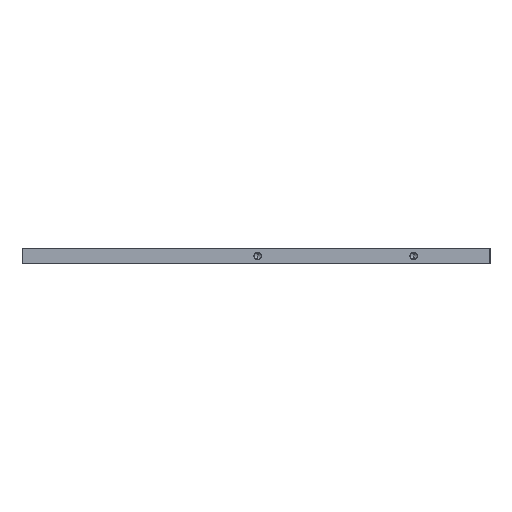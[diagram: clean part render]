
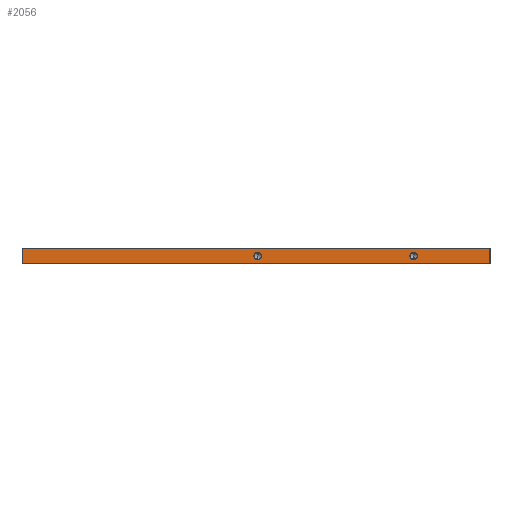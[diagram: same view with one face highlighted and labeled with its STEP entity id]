
A CAD part, left-side view. The second image highlights one B-rep face of the part: STEP entity #2056.
In plain terms, the highlighted planar face has unit normal (-1, 0, 0).
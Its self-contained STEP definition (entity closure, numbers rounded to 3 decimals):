
#12 = CARTESIAN_POINT ( 'NONE',  ( -170., -51.175, 7.5 ) ) ;
#106 = EDGE_CURVE ( 'NONE', #2463, #888, #4579, .T. ) ;
#136 = DIRECTION ( 'NONE',  ( -1., 0., 0. ) ) ;
#151 = ORIENTED_EDGE ( 'NONE', *, *, #2626, .T. ) ;
#186 = DIRECTION ( 'NONE',  ( 0., 0., 1. ) ) ;
#278 = CARTESIAN_POINT ( 'NONE',  ( -170., 200., 0. ) ) ;
#313 = DIRECTION ( 'NONE',  ( 0., -1., 0. ) ) ;
#342 = VECTOR ( 'NONE', #2110, 1000. ) ;
#576 = ORIENTED_EDGE ( 'NONE', *, *, #106, .F. ) ;
#590 = CARTESIAN_POINT ( 'NONE',  ( -170., 48.825, 7.5 ) ) ;
#612 = CARTESIAN_POINT ( 'NONE',  ( -170., -100., 0. ) ) ;
#740 = AXIS2_PLACEMENT_3D ( 'NONE', #4020, #3374, #4222 ) ;
#805 = DIRECTION ( 'NONE',  ( 0., 1., 0. ) ) ;
#888 = VERTEX_POINT ( 'NONE', #590 ) ;
#925 = DIRECTION ( 'NONE',  ( 0., 0., 1. ) ) ;
#984 = CIRCLE ( 'NONE', #1144, 2.5 ) ;
#1005 = EDGE_CURVE ( 'NONE', #4316, #2514, #2542, .T. ) ;
#1130 = CARTESIAN_POINT ( 'NONE',  ( -170., 200., 10. ) ) ;
#1144 = AXIS2_PLACEMENT_3D ( 'NONE', #4215, #3845, #1901 ) ;
#1154 = ORIENTED_EDGE ( 'NONE', *, *, #2573, .F. ) ;
#1333 = ORIENTED_EDGE ( 'NONE', *, *, #2809, .F. ) ;
#1604 = ORIENTED_EDGE ( 'NONE', *, *, #1005, .T. ) ;
#1625 = AXIS2_PLACEMENT_3D ( 'NONE', #3567, #136, #186 ) ;
#1748 = EDGE_LOOP ( 'NONE', ( #1154, #576 ) ) ;
#1767 = FACE_BOUND ( 'NONE', #3007, .T. ) ;
#1797 = LINE ( 'NONE', #2967, #4439 ) ;
#1901 = DIRECTION ( 'NONE',  ( 0., 0., 1. ) ) ;
#2056 = ADVANCED_FACE ( 'NONE', ( #1767, #4025, #2596 ), #4375, .T. ) ;
#2110 = DIRECTION ( 'NONE',  ( 0., 0., -1. ) ) ;
#2171 = CIRCLE ( 'NONE', #1625, 2.5 ) ;
#2303 = LINE ( 'NONE', #3722, #4139 ) ;
#2463 = VERTEX_POINT ( 'NONE', #3647 ) ;
#2514 = VERTEX_POINT ( 'NONE', #2855 ) ;
#2542 = LINE ( 'NONE', #612, #3717 ) ;
#2573 = EDGE_CURVE ( 'NONE', #888, #2463, #3971, .T. ) ;
#2577 = DIRECTION ( 'NONE',  ( -1., 0., 0. ) ) ;
#2596 = FACE_OUTER_BOUND ( 'NONE', #3519, .T. ) ;
#2626 = EDGE_CURVE ( 'NONE', #3707, #4864, #2303, .T. ) ;
#2671 = CARTESIAN_POINT ( 'NONE',  ( -170., 200., 10. ) ) ;
#2751 = CARTESIAN_POINT ( 'NONE',  ( -170., -100., 10. ) ) ;
#2755 = AXIS2_PLACEMENT_3D ( 'NONE', #2757, #4296, #925 ) ;
#2757 = CARTESIAN_POINT ( 'NONE',  ( -170., 48.825, 5. ) ) ;
#2809 = EDGE_CURVE ( 'NONE', #2811, #4182, #2171, .T. ) ;
#2811 = VERTEX_POINT ( 'NONE', #4703 ) ;
#2855 = CARTESIAN_POINT ( 'NONE',  ( -170., -100., 0. ) ) ;
#2967 = CARTESIAN_POINT ( 'NONE',  ( -170., -100., 10. ) ) ;
#2988 = ORIENTED_EDGE ( 'NONE', *, *, #3190, .T. ) ;
#3007 = EDGE_LOOP ( 'NONE', ( #3232, #1333 ) ) ;
#3190 = EDGE_CURVE ( 'NONE', #2514, #3707, #1797, .T. ) ;
#3232 = ORIENTED_EDGE ( 'NONE', *, *, #4175, .F. ) ;
#3257 = DIRECTION ( 'NONE',  ( 0., 0., 1. ) ) ;
#3330 = AXIS2_PLACEMENT_3D ( 'NONE', #3703, #2577, #3257 ) ;
#3374 = DIRECTION ( 'NONE',  ( -1., 0., 0. ) ) ;
#3519 = EDGE_LOOP ( 'NONE', ( #151, #4883, #1604, #2988 ) ) ;
#3538 = EDGE_CURVE ( 'NONE', #4864, #4316, #4121, .T. ) ;
#3567 = CARTESIAN_POINT ( 'NONE',  ( -170., -51.175, 5. ) ) ;
#3647 = CARTESIAN_POINT ( 'NONE',  ( -170., 48.825, 2.5 ) ) ;
#3703 = CARTESIAN_POINT ( 'NONE',  ( -170., 0., 0. ) ) ;
#3707 = VERTEX_POINT ( 'NONE', #2751 ) ;
#3717 = VECTOR ( 'NONE', #313, 1000. ) ;
#3722 = CARTESIAN_POINT ( 'NONE',  ( -170., -100., 10. ) ) ;
#3845 = DIRECTION ( 'NONE',  ( -1., 0., 0. ) ) ;
#3971 = CIRCLE ( 'NONE', #740, 2.5 ) ;
#4020 = CARTESIAN_POINT ( 'NONE',  ( -170., 48.825, 5. ) ) ;
#4025 = FACE_BOUND ( 'NONE', #1748, .T. ) ;
#4121 = LINE ( 'NONE', #1130, #342 ) ;
#4139 = VECTOR ( 'NONE', #805, 1000. ) ;
#4175 = EDGE_CURVE ( 'NONE', #4182, #2811, #984, .T. ) ;
#4182 = VERTEX_POINT ( 'NONE', #12 ) ;
#4215 = CARTESIAN_POINT ( 'NONE',  ( -170., -51.175, 5. ) ) ;
#4222 = DIRECTION ( 'NONE',  ( 0., 0., 1. ) ) ;
#4296 = DIRECTION ( 'NONE',  ( -1., 0., 0. ) ) ;
#4316 = VERTEX_POINT ( 'NONE', #278 ) ;
#4375 = PLANE ( 'NONE',  #3330 ) ;
#4439 = VECTOR ( 'NONE', #4475, 1000. ) ;
#4475 = DIRECTION ( 'NONE',  ( 0., 0., 1. ) ) ;
#4579 = CIRCLE ( 'NONE', #2755, 2.5 ) ;
#4703 = CARTESIAN_POINT ( 'NONE',  ( -170., -51.175, 2.5 ) ) ;
#4864 = VERTEX_POINT ( 'NONE', #2671 ) ;
#4883 = ORIENTED_EDGE ( 'NONE', *, *, #3538, .T. ) ;
